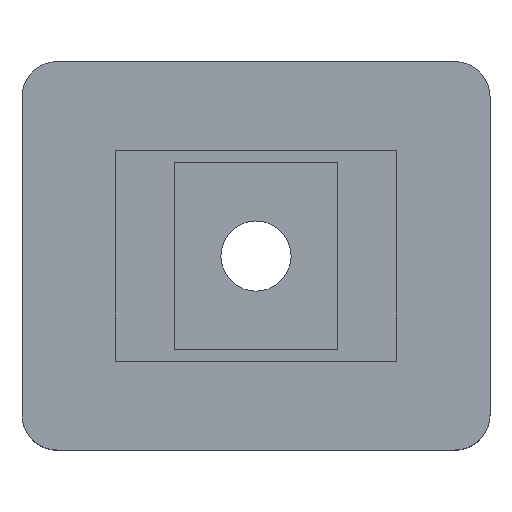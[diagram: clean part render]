
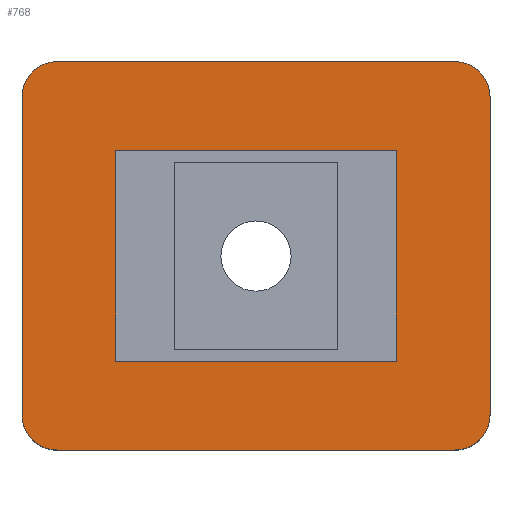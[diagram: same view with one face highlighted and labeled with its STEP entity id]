
A CAD part, top view. The second image highlights one B-rep face of the part: STEP entity #768.
In plain terms, the highlighted face is planar.
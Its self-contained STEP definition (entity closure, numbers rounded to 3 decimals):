
#32=FACE_BOUND('',#84,.T.);
#39=FACE_OUTER_BOUND('',#83,.T.);
#83=EDGE_LOOP('',(#515,#516,#517,#518,#519,#520,#521,#522));
#84=EDGE_LOOP('',(#523,#524,#525,#526));
#134=LINE('',#1136,#219);
#135=LINE('',#1140,#220);
#136=LINE('',#1144,#221);
#137=LINE('',#1147,#222);
#138=LINE('',#1150,#223);
#139=LINE('',#1152,#224);
#140=LINE('',#1154,#225);
#141=LINE('',#1155,#226);
#219=VECTOR('',#906,10.);
#220=VECTOR('',#909,10.);
#221=VECTOR('',#912,10.);
#222=VECTOR('',#915,10.);
#223=VECTOR('',#916,10.);
#224=VECTOR('',#917,10.);
#225=VECTOR('',#918,10.);
#226=VECTOR('',#919,10.);
#304=CIRCLE('',#828,1.5);
#305=CIRCLE('',#829,1.5);
#306=CIRCLE('',#830,1.5);
#307=CIRCLE('',#831,1.5);
#330=VERTEX_POINT('',#1132);
#331=VERTEX_POINT('',#1133);
#332=VERTEX_POINT('',#1135);
#333=VERTEX_POINT('',#1137);
#334=VERTEX_POINT('',#1139);
#335=VERTEX_POINT('',#1141);
#336=VERTEX_POINT('',#1143);
#337=VERTEX_POINT('',#1145);
#338=VERTEX_POINT('',#1148);
#339=VERTEX_POINT('',#1149);
#340=VERTEX_POINT('',#1151);
#341=VERTEX_POINT('',#1153);
#404=EDGE_CURVE('',#330,#331,#304,.T.);
#405=EDGE_CURVE('',#332,#330,#134,.T.);
#406=EDGE_CURVE('',#333,#332,#305,.T.);
#407=EDGE_CURVE('',#334,#333,#135,.T.);
#408=EDGE_CURVE('',#335,#334,#306,.T.);
#409=EDGE_CURVE('',#336,#335,#136,.T.);
#410=EDGE_CURVE('',#337,#336,#307,.T.);
#411=EDGE_CURVE('',#331,#337,#137,.T.);
#412=EDGE_CURVE('',#338,#339,#138,.T.);
#413=EDGE_CURVE('',#340,#338,#139,.T.);
#414=EDGE_CURVE('',#341,#340,#140,.T.);
#415=EDGE_CURVE('',#339,#341,#141,.T.);
#515=ORIENTED_EDGE('',*,*,#404,.F.);
#516=ORIENTED_EDGE('',*,*,#405,.F.);
#517=ORIENTED_EDGE('',*,*,#406,.F.);
#518=ORIENTED_EDGE('',*,*,#407,.F.);
#519=ORIENTED_EDGE('',*,*,#408,.F.);
#520=ORIENTED_EDGE('',*,*,#409,.F.);
#521=ORIENTED_EDGE('',*,*,#410,.F.);
#522=ORIENTED_EDGE('',*,*,#411,.F.);
#523=ORIENTED_EDGE('',*,*,#412,.F.);
#524=ORIENTED_EDGE('',*,*,#413,.F.);
#525=ORIENTED_EDGE('',*,*,#414,.F.);
#526=ORIENTED_EDGE('',*,*,#415,.F.);
#737=PLANE('',#827);
#768=ADVANCED_FACE('',(#39,#32),#737,.T.);
#827=AXIS2_PLACEMENT_3D('',#1131,#902,#903);
#828=AXIS2_PLACEMENT_3D('',#1134,#904,#905);
#829=AXIS2_PLACEMENT_3D('',#1138,#907,#908);
#830=AXIS2_PLACEMENT_3D('',#1142,#910,#911);
#831=AXIS2_PLACEMENT_3D('',#1146,#913,#914);
#902=DIRECTION('center_axis',(0.,0.,-1.));
#903=DIRECTION('ref_axis',(-1.,0.,0.));
#904=DIRECTION('center_axis',(0.,0.,1.));
#905=DIRECTION('ref_axis',(0.707,-0.707,0.));
#906=DIRECTION('',(1.,0.,0.));
#907=DIRECTION('center_axis',(0.,0.,1.));
#908=DIRECTION('ref_axis',(-0.707,-0.707,0.));
#909=DIRECTION('',(0.,-1.,0.));
#910=DIRECTION('center_axis',(0.,0.,1.));
#911=DIRECTION('ref_axis',(-0.707,0.707,0.));
#912=DIRECTION('',(-1.,0.,0.));
#913=DIRECTION('center_axis',(0.,0.,1.));
#914=DIRECTION('ref_axis',(0.707,0.707,0.));
#915=DIRECTION('',(0.,1.,0.));
#916=DIRECTION('',(0.,-1.,0.));
#917=DIRECTION('',(1.,0.,0.));
#918=DIRECTION('',(0.,1.,0.));
#919=DIRECTION('',(-1.,0.,0.));
#1131=CARTESIAN_POINT('Origin',(0.,0.,-7.));
#1132=CARTESIAN_POINT('',(8.5,-8.3,-7.));
#1133=CARTESIAN_POINT('',(10.,-6.8,-7.));
#1134=CARTESIAN_POINT('Origin',(8.5,-6.8,-7.));
#1135=CARTESIAN_POINT('',(-8.5,-8.3,-7.));
#1136=CARTESIAN_POINT('',(3.,-8.3,-7.));
#1137=CARTESIAN_POINT('',(-10.,-6.8,-7.));
#1138=CARTESIAN_POINT('Origin',(-8.5,-6.8,-7.));
#1139=CARTESIAN_POINT('',(-10.,6.8,-7.));
#1140=CARTESIAN_POINT('',(-10.,-2.05,-7.));
#1141=CARTESIAN_POINT('',(-8.5,8.3,-7.));
#1142=CARTESIAN_POINT('Origin',(-8.5,6.8,-7.));
#1143=CARTESIAN_POINT('',(8.5,8.3,-7.));
#1144=CARTESIAN_POINT('',(-3.,8.3,-7.));
#1145=CARTESIAN_POINT('',(10.,6.8,-7.));
#1146=CARTESIAN_POINT('Origin',(8.5,6.8,-7.));
#1147=CARTESIAN_POINT('',(10.,2.05,-7.));
#1148=CARTESIAN_POINT('',(6.,4.5,-7.));
#1149=CARTESIAN_POINT('',(6.,-4.5,-7.));
#1150=CARTESIAN_POINT('',(6.,-2.25,-7.));
#1151=CARTESIAN_POINT('',(-6.,4.5,-7.));
#1152=CARTESIAN_POINT('',(3.,4.5,-7.));
#1153=CARTESIAN_POINT('',(-6.,-4.5,-7.));
#1154=CARTESIAN_POINT('',(-6.,2.25,-7.));
#1155=CARTESIAN_POINT('',(-3.,-4.5,-7.));
